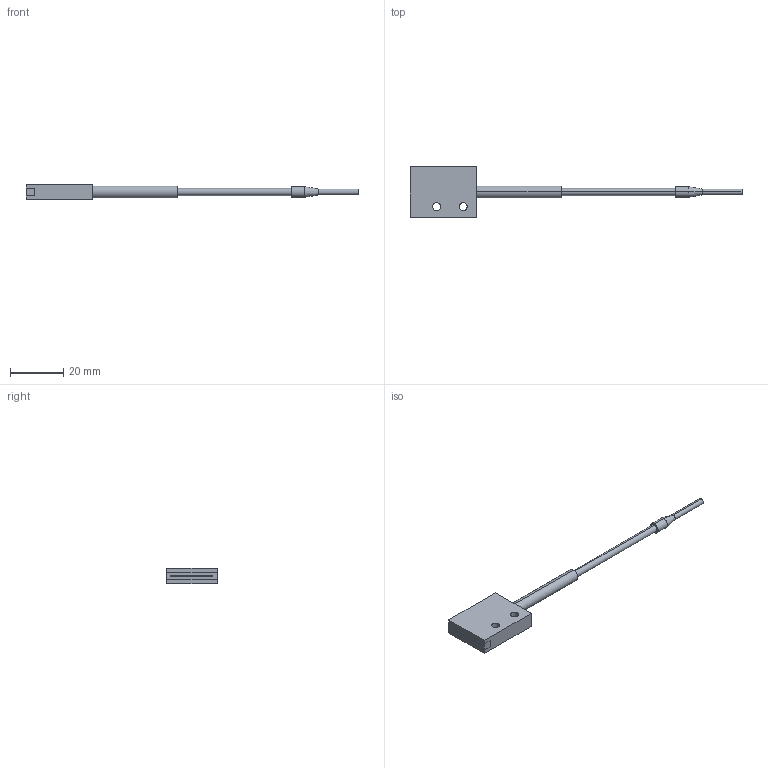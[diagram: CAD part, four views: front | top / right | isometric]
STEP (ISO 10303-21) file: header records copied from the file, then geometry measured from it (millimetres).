
FILE_DESCRIPTION (( 'STEP AP214' ), '1' );
FILE_NAME ('FOACAMPT20ML_3D.step', '2023-07-19T00:45:42', ( '' ), ( '' ), 'SwSTEP 2.0', 'SolidWorks 2022', '' );
FILE_SCHEMA (( 'AUTOMOTIVE_DESIGN' ));
Length unit declared in the file: millimetre
Products named in the file (1): FOACAMPT20ML_3D
Bounding box: 125 x 19 x 6 mm (x, y, z)
Volume: 3568.8 mm3; surface area: 3258.1 mm2
Topology: 1 solids, 1 shells, 130 faces, 272 edges, 180 vertices
Faces by surface type: cylinder 78, plane 50, cone 2
Entity records: 3582 total; most frequent: DIRECTION 690, CARTESIAN_POINT 583, ORIENTED_EDGE 544, AXIS2_PLACEMENT_3D 287, EDGE_CURVE 272, VERTEX_POINT 180, EDGE_LOOP 170, CIRCLE 156
